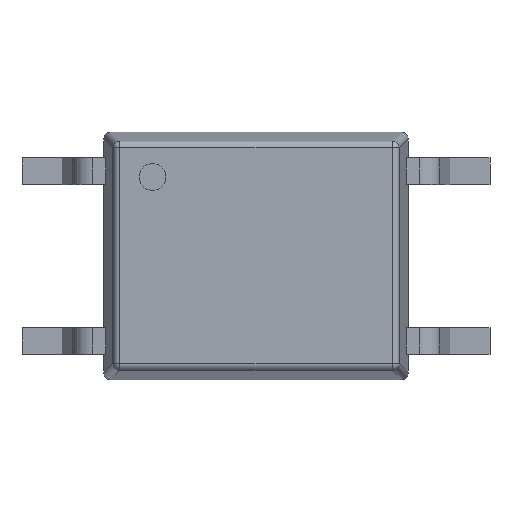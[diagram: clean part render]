
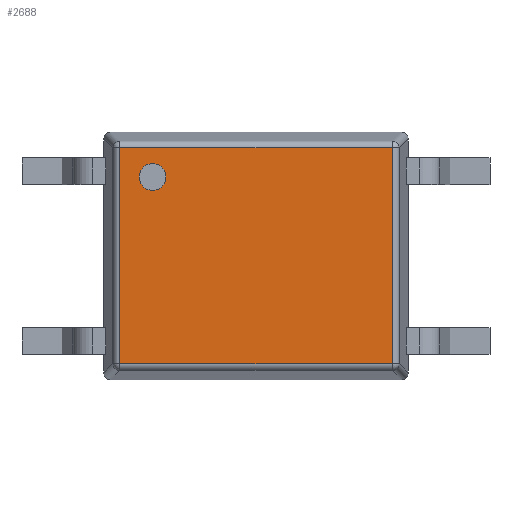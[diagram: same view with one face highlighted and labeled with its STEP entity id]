
A CAD part, top view. The second image highlights one B-rep face of the part: STEP entity #2688.
In plain terms, the highlighted planar face has unit normal (0, 0, 1).
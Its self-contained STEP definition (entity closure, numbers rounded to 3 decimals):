
#21 = VECTOR ( 'NONE', #912, 1000. ) ;
#98 = CARTESIAN_POINT ( 'NONE',  ( -1.489, 1.209, 3.8 ) ) ;
#100 = VERTEX_POINT ( 'NONE', #1274 ) ;
#157 = EDGE_LOOP ( 'NONE', ( #1808, #1420 ) ) ;
#164 = FACE_BOUND ( 'NONE', #157, .T. ) ;
#177 = CARTESIAN_POINT ( 'NONE',  ( -1.982, 1.646, 3.8 ) ) ;
#228 = AXIS2_PLACEMENT_3D ( 'NONE', #98, #1956, #3082 ) ;
#256 = CARTESIAN_POINT ( 'NONE',  ( -1.489, 1.409, 3.8 ) ) ;
#299 = VECTOR ( 'NONE', #3383, 1000. ) ;
#414 = DIRECTION ( 'NONE',  ( 1., 0., 0. ) ) ;
#613 = ORIENTED_EDGE ( 'NONE', *, *, #826, .T. ) ;
#618 = CARTESIAN_POINT ( 'NONE',  ( 2.099, 1.646, 3.8 ) ) ;
#680 = DIRECTION ( 'NONE',  ( 0., 0., 1. ) ) ;
#783 = EDGE_CURVE ( 'NONE', #2348, #100, #2006, .T. ) ;
#826 = EDGE_CURVE ( 'NONE', #100, #1250, #2055, .T. ) ;
#912 = DIRECTION ( 'NONE',  ( 0., 1., 0. ) ) ;
#1003 = CARTESIAN_POINT ( 'NONE',  ( -1.982, -1.585, 3.8 ) ) ;
#1148 = CARTESIAN_POINT ( 'NONE',  ( 2.099, -1.585, 3.8 ) ) ;
#1250 = VERTEX_POINT ( 'NONE', #2797 ) ;
#1268 = VERTEX_POINT ( 'NONE', #1317 ) ;
#1274 = CARTESIAN_POINT ( 'NONE',  ( 2.099, 1.646, 3.8 ) ) ;
#1288 = FACE_OUTER_BOUND ( 'NONE', #2781, .T. ) ;
#1317 = CARTESIAN_POINT ( 'NONE',  ( -1.489, 1.01, 3.8 ) ) ;
#1407 = ORIENTED_EDGE ( 'NONE', *, *, #1591, .T. ) ;
#1420 = ORIENTED_EDGE ( 'NONE', *, *, #3180, .F. ) ;
#1587 = AXIS2_PLACEMENT_3D ( 'NONE', #3079, #3387, #1816 ) ;
#1591 = EDGE_CURVE ( 'NONE', #1250, #2659, #2306, .T. ) ;
#1602 = VECTOR ( 'NONE', #2038, 1000. ) ;
#1682 = ORIENTED_EDGE ( 'NONE', *, *, #2752, .T. ) ;
#1699 = VERTEX_POINT ( 'NONE', #256 ) ;
#1712 = AXIS2_PLACEMENT_3D ( 'NONE', #1753, #680, #414 ) ;
#1753 = CARTESIAN_POINT ( 'NONE',  ( -1.489, 1.209, 3.8 ) ) ;
#1786 = EDGE_CURVE ( 'NONE', #1268, #1699, #2652, .T. ) ;
#1808 = ORIENTED_EDGE ( 'NONE', *, *, #1786, .F. ) ;
#1816 = DIRECTION ( 'NONE',  ( 1., 0., 0. ) ) ;
#1872 = VECTOR ( 'NONE', #3149, 1000. ) ;
#1956 = DIRECTION ( 'NONE',  ( 0., 0., 1. ) ) ;
#1991 = CARTESIAN_POINT ( 'NONE',  ( -1.982, -1.585, 3.8 ) ) ;
#2006 = LINE ( 'NONE', #2291, #21 ) ;
#2038 = DIRECTION ( 'NONE',  ( -1., 0., 0. ) ) ;
#2055 = LINE ( 'NONE', #618, #1602 ) ;
#2291 = CARTESIAN_POINT ( 'NONE',  ( 2.099, -1.585, 3.8 ) ) ;
#2306 = LINE ( 'NONE', #177, #299 ) ;
#2348 = VERTEX_POINT ( 'NONE', #1148 ) ;
#2652 = CIRCLE ( 'NONE', #228, 0.2 ) ;
#2659 = VERTEX_POINT ( 'NONE', #1991 ) ;
#2688 = ADVANCED_FACE ( 'NONE', ( #1288, #164 ), #3369, .T. ) ;
#2752 = EDGE_CURVE ( 'NONE', #2659, #2348, #3425, .T. ) ;
#2781 = EDGE_LOOP ( 'NONE', ( #613, #1407, #1682, #3055 ) ) ;
#2797 = CARTESIAN_POINT ( 'NONE',  ( -1.982, 1.646, 3.8 ) ) ;
#3052 = CIRCLE ( 'NONE', #1712, 0.2 ) ;
#3055 = ORIENTED_EDGE ( 'NONE', *, *, #783, .T. ) ;
#3079 = CARTESIAN_POINT ( 'NONE',  ( 0.058, 0.03, 3.8 ) ) ;
#3082 = DIRECTION ( 'NONE',  ( 1., 0., 0. ) ) ;
#3149 = DIRECTION ( 'NONE',  ( 1., 0., 0. ) ) ;
#3180 = EDGE_CURVE ( 'NONE', #1699, #1268, #3052, .T. ) ;
#3369 = PLANE ( 'NONE',  #1587 ) ;
#3383 = DIRECTION ( 'NONE',  ( 0., -1., 0. ) ) ;
#3387 = DIRECTION ( 'NONE',  ( 0., 0., 1. ) ) ;
#3425 = LINE ( 'NONE', #1003, #1872 ) ;
